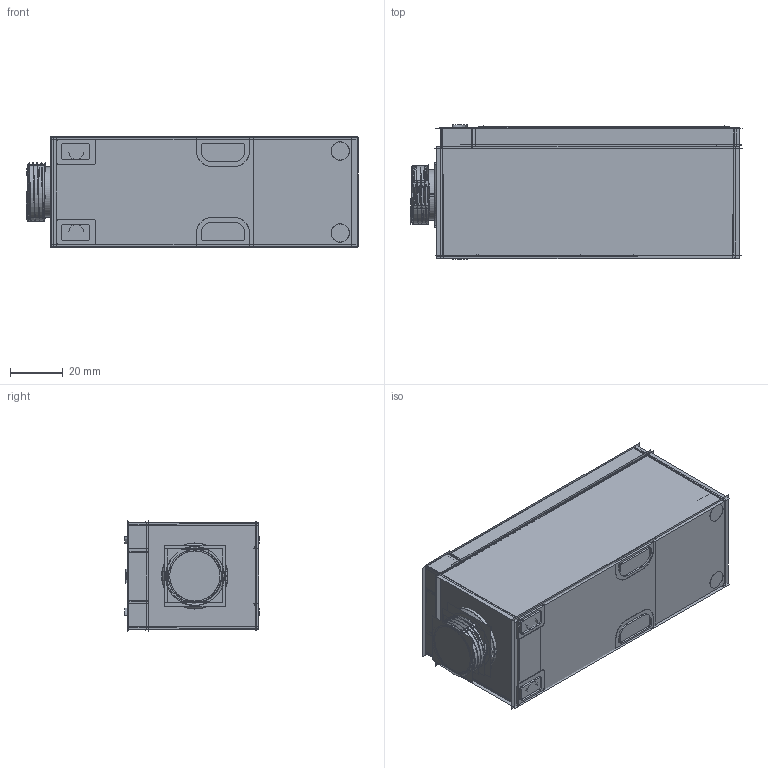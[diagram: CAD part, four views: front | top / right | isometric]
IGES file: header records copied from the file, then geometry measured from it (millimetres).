
Start section:  PTC IGES file: 214916.igs
Global section: file name: 214916.igs; native system: Creo Parametric by PTC Inc.; preprocessor: 2018300; author: pdmadmin; organization: Unknown; date: 20191029.133342; units: millimetre
Bounding box: 126.02 x 50.88 x 41.95 mm (x, y, z)
Volume: 84301.4 mm3; surface area: 335065 mm2
Topology: 15 solids, 15 shells, 3064 faces, 18782 edges, 25805 vertices
Faces by surface type: revolution 2262, bspline 802
